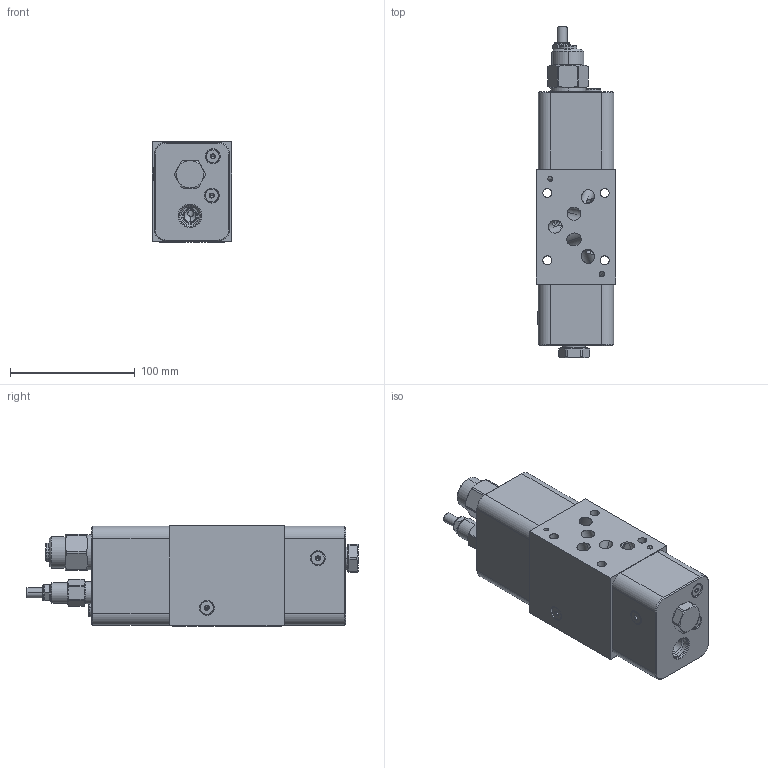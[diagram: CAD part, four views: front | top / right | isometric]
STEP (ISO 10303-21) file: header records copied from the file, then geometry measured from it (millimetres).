
FILE_DESCRIPTION((''),'2;1');
FILE_NAME('U3M_ASM','2021-09-23T',('ProEService'),(''),'PRO/ENGINEER BY PARAMETRIC TECHNOLOGY CORPORATION, 2014200','PRO/ENGINEER BY PARAMETRIC TECHNOLOGY CORPORATION, 2014200','');
FILE_SCHEMA(('CONFIG_CONTROL_DESIGN'));
Length unit declared in the file: inch
Products named in the file (9): 171-401-001; PSFTXFN; FXBALAN; A330-006-002; A330-006-004; XAOBXXN; 500-001-014; 500-001-012; U3M_ASM
Assembly tree (19 placements, depth 2):
  U3M_ASM
    171-401-001
    PSFTXFN
    FXBALAN
    A330-006-002  x6
    A330-006-004  x2
    XAOBXXN
    500-001-014  x5
    500-001-012  x2
Bounding box: 63.5 x 265.82 x 80.54 mm (x, y, z)
Volume: 933737.8 mm3; surface area: 151677.5 mm2
Topology: 31 solids, 34 shells, 1364 faces, 3586 edges, 2599 vertices
Faces by surface type: cylinder 512, cone 355, plane 306, torus 116, revolution 58, sphere 17
Entity records: 42245 total; most frequent: CARTESIAN_POINT 14439, DIRECTION 6042, ORIENTED_EDGE 5158, EDGE_CURVE 2579, AXIS2_PLACEMENT_3D 2362, VERTEX_POINT 1570, VECTOR 1280, LINE 1280
